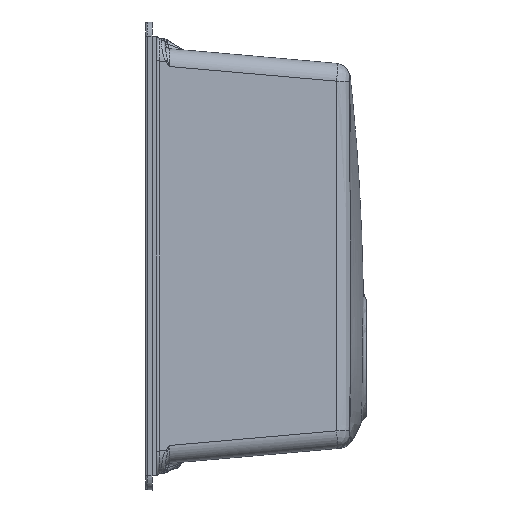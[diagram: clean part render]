
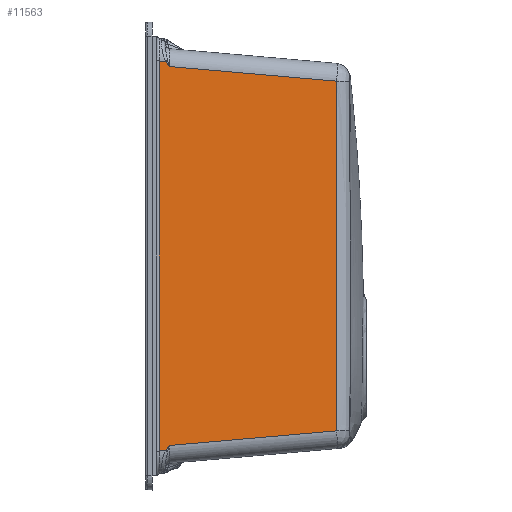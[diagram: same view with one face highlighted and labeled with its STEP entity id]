
A CAD part, left-side view. The second image highlights one B-rep face of the part: STEP entity #11563.
In plain terms, the highlighted planar face has unit normal (-0.996, -0.087, 0).
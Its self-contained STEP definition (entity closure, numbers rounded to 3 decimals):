
#671 = EDGE_CURVE ( 'NONE', #9200, #1287, #1241, .T. ) ;
#699 = CARTESIAN_POINT ( 'NONE',  ( -262.721, 0.074, 203.793 ) ) ;
#765 = CARTESIAN_POINT ( 'NONE',  ( -244.858, -204.098, -147.253 ) ) ;
#844 = EDGE_CURVE ( 'NONE', #23693, #30452, #22906, .T. ) ;
#1241 = LINE ( 'NONE', #15673, #14457 ) ;
#1287 = VERTEX_POINT ( 'NONE', #4418 ) ;
#1677 = CARTESIAN_POINT ( 'NONE',  ( -244.8, -204.762, -85.256 ) ) ;
#2004 = CARTESIAN_POINT ( 'NONE',  ( -260.478, -25.564, 201.55 ) ) ;
#2234 = CARTESIAN_POINT ( 'NONE',  ( -260.478, -25.564, -201.55 ) ) ;
#2490 = ORIENTED_EDGE ( 'NONE', *, *, #10583, .F. ) ;
#2909 = DIRECTION ( 'NONE',  ( 0.087, -0.996, 0. ) ) ;
#3381 = CARTESIAN_POINT ( 'NONE',  ( -244.873, -203.923, -155.001 ) ) ;
#3684 = CARTESIAN_POINT ( 'NONE',  ( -244.845, -204.246, 15.496 ) ) ;
#4306 = CARTESIAN_POINT ( 'NONE',  ( -261.425, -14.739, -213.68 ) ) ;
#4418 = CARTESIAN_POINT ( 'NONE',  ( -260.478, -25.564, -201.55 ) ) ;
#4637 = VECTOR ( 'NONE', #23410, 1000. ) ;
#5167 = CARTESIAN_POINT ( 'NONE',  ( -260.845, -21.372, 206.936 ) ) ;
#5374 = DIRECTION ( 'NONE',  ( -0.996, -0.087, 0. ) ) ;
#5744 = VERTEX_POINT ( 'NONE', #17669 ) ;
#6157 = CARTESIAN_POINT ( 'NONE',  ( -244.829, -204.426, -15.505 ) ) ;
#6241 = VERTEX_POINT ( 'NONE', #20357 ) ;
#7290 = B_SPLINE_CURVE_WITH_KNOTS ( 'NONE', 3,
 ( #14034, #23480, #8889, #2234 ),
 .UNSPECIFIED., .F., .F.,
 ( 4, 4 ),
 ( 0., 0.007 ),
 .UNSPECIFIED. ) ;
#7658 = LINE ( 'NONE', #699, #8591 ) ;
#7702 = FACE_OUTER_BOUND ( 'NONE', #20486, .T. ) ;
#7723 = CARTESIAN_POINT ( 'NONE',  ( -244.921, -203.38, -182.121 ) ) ;
#7874 = CARTESIAN_POINT ( 'NONE',  ( -244.807, -204.677, -112.382 ) ) ;
#7885 = ORIENTED_EDGE ( 'NONE', *, *, #26701, .T. ) ;
#8332 = CARTESIAN_POINT ( 'NONE',  ( -244.807, -204.68, -62.006 ) ) ;
#8591 = VECTOR ( 'NONE', #9685, 1000. ) ;
#8799 = LINE ( 'NONE', #4306, #19989 ) ;
#8843 = ORIENTED_EDGE ( 'NONE', *, *, #671, .F. ) ;
#8889 = CARTESIAN_POINT ( 'NONE',  ( -260.605, -24.105, -203.295 ) ) ;
#9200 = VERTEX_POINT ( 'NONE', #20615 ) ;
#9247 = EDGE_CURVE ( 'NONE', #12321, #5744, #20460, .T. ) ;
#9518 = LINE ( 'NONE', #18981, #27041 ) ;
#9685 = DIRECTION ( 'NONE',  ( 0.087, -0.992, -0.087 ) ) ;
#9721 = AXIS2_PLACEMENT_3D ( 'NONE', #15021, #5374, #2909 ) ;
#10211 = CARTESIAN_POINT ( 'NONE',  ( -244.851, -204.18, -143.379 ) ) ;
#10583 = EDGE_CURVE ( 'NONE', #23693, #6241, #7658, .T. ) ;
#10982 = CARTESIAN_POINT ( 'NONE',  ( -244.876, -203.898, 77.497 ) ) ;
#11563 = ADVANCED_FACE ( 'NONE', ( #7702 ), #15173, .T. ) ;
#12321 = VERTEX_POINT ( 'NONE', #27226 ) ;
#12551 = CARTESIAN_POINT ( 'NONE',  ( -244.882, -203.83, -158.875 ) ) ;
#12703 = CARTESIAN_POINT ( 'NONE',  ( -244.897, -203.653, -166.623 ) ) ;
#12853 = CARTESIAN_POINT ( 'NONE',  ( -244.801, -204.748, -100.757 ) ) ;
#12857 = EDGE_CURVE ( 'NONE', #12321, #1287, #7290, .T. ) ;
#13164 = CARTESIAN_POINT ( 'NONE',  ( -244.811, -204.641, -54.256 ) ) ;
#13323 = CARTESIAN_POINT ( 'NONE',  ( -244.902, -203.601, 123.997 ) ) ;
#13498 = DIRECTION ( 'NONE',  ( -0.087, 0.992, -0.087 ) ) ;
#13803 = CARTESIAN_POINT ( 'NONE',  ( -260.845, -21.372, 206.936 ) ) ;
#13820 = EDGE_CURVE ( 'NONE', #18209, #30452, #9518, .T. ) ;
#14034 = CARTESIAN_POINT ( 'NONE',  ( -260.845, -21.372, -206.936 ) ) ;
#14457 = VECTOR ( 'NONE', #13498, 1000. ) ;
#14590 = ORIENTED_EDGE ( 'NONE', *, *, #9247, .F. ) ;
#15005 = B_SPLINE_CURVE_WITH_KNOTS ( 'NONE', 3,
 ( #24338, #7723, #17202, #26673, #12703, #12551, #3381, #765, #10211, #29151, #26978, #7874, #15195, #12853, #15806, #1677, #18114, #8332, #13164, #22922, #6157, #3684, #15656, #22620, #10982, #30058, #13323, #20436, #27588, #23080 ),
 .UNSPECIFIED., .F., .F.,
 ( 4, 2, 2, 2, 2, 2, 2, 2, 2, 2, 2, 2, 2, 2, 4 ),
 ( 0., 0.012, 0.023, 0.035, 0.047, 0.07, 0.081, 0.093, 0.116, 0.14, 0.186, 0.233, 0.279, 0.326, 0.372 ),
 .UNSPECIFIED. ) ;
#15021 = CARTESIAN_POINT ( 'NONE',  ( -262.646, -0.784, -213.68 ) ) ;
#15173 = PLANE ( 'NONE',  #9721 ) ;
#15195 = CARTESIAN_POINT ( 'NONE',  ( -244.805, -204.709, -108.507 ) ) ;
#15472 = ORIENTED_EDGE ( 'NONE', *, *, #13820, .F. ) ;
#15656 = CARTESIAN_POINT ( 'NONE',  ( -244.853, -204.158, 30.996 ) ) ;
#15673 = CARTESIAN_POINT ( 'NONE',  ( -262.721, 0.074, -203.793 ) ) ;
#15806 = CARTESIAN_POINT ( 'NONE',  ( -244.8, -204.757, -96.882 ) ) ;
#16864 = DIRECTION ( 'NONE',  ( 0., 0., -1. ) ) ;
#17041 = EDGE_CURVE ( 'NONE', #9200, #6241, #15005, .T. ) ;
#17202 = CARTESIAN_POINT ( 'NONE',  ( -244.916, -203.432, -178.246 ) ) ;
#17669 = CARTESIAN_POINT ( 'NONE',  ( -261.425, -14.739, -207.516 ) ) ;
#17982 = CARTESIAN_POINT ( 'NONE',  ( -262.683, -0.358, -208.774 ) ) ;
#18114 = CARTESIAN_POINT ( 'NONE',  ( -244.802, -204.74, -77.506 ) ) ;
#18209 = VERTEX_POINT ( 'NONE', #20083 ) ;
#18281 = CARTESIAN_POINT ( 'NONE',  ( -260.605, -24.105, 203.295 ) ) ;
#18981 = CARTESIAN_POINT ( 'NONE',  ( -262.758, 0.503, 208.85 ) ) ;
#19989 = VECTOR ( 'NONE', #16864, 1000. ) ;
#20083 = CARTESIAN_POINT ( 'NONE',  ( -261.425, -14.739, 207.516 ) ) ;
#20357 = CARTESIAN_POINT ( 'NONE',  ( -244.927, -203.315, 185.999 ) ) ;
#20436 = CARTESIAN_POINT ( 'NONE',  ( -244.918, -203.414, 154.998 ) ) ;
#20460 = LINE ( 'NONE', #17982, #4637 ) ;
#20486 = EDGE_LOOP ( 'NONE', ( #8843, #28106, #2490, #22980, #15472, #7885, #14590, #28924 ) ) ;
#20615 = CARTESIAN_POINT ( 'NONE',  ( -244.924, -203.348, -185.996 ) ) ;
#22620 = CARTESIAN_POINT ( 'NONE',  ( -244.868, -203.983, 61.996 ) ) ;
#22906 = B_SPLINE_CURVE_WITH_KNOTS ( 'NONE', 3,
 ( #2004, #18281, #25431, #13803 ),
 .UNSPECIFIED., .F., .F.,
 ( 4, 4 ),
 ( 0., 0.007 ),
 .UNSPECIFIED. ) ;
#22922 = CARTESIAN_POINT ( 'NONE',  ( -244.821, -204.518, -31.005 ) ) ;
#22980 = ORIENTED_EDGE ( 'NONE', *, *, #844, .T. ) ;
#23080 = CARTESIAN_POINT ( 'NONE',  ( -244.927, -203.315, 185.999 ) ) ;
#23410 = DIRECTION ( 'NONE',  ( -0.087, 0.992, -0.087 ) ) ;
#23480 = CARTESIAN_POINT ( 'NONE',  ( -260.731, -22.67, -205.063 ) ) ;
#23693 = VERTEX_POINT ( 'NONE', #26402 ) ;
#24338 = CARTESIAN_POINT ( 'NONE',  ( -244.924, -203.348, -185.996 ) ) ;
#25431 = CARTESIAN_POINT ( 'NONE',  ( -260.731, -22.67, 205.063 ) ) ;
#26402 = CARTESIAN_POINT ( 'NONE',  ( -260.478, -25.564, 201.55 ) ) ;
#26673 = CARTESIAN_POINT ( 'NONE',  ( -244.904, -203.569, -170.497 ) ) ;
#26701 = EDGE_CURVE ( 'NONE', #18209, #5744, #8799, .T. ) ;
#26978 = CARTESIAN_POINT ( 'NONE',  ( -244.819, -204.545, -124.007 ) ) ;
#27041 = VECTOR ( 'NONE', #28154, 1000. ) ;
#27226 = CARTESIAN_POINT ( 'NONE',  ( -260.845, -21.372, -206.936 ) ) ;
#27588 = CARTESIAN_POINT ( 'NONE',  ( -244.925, -203.338, 170.498 ) ) ;
#28106 = ORIENTED_EDGE ( 'NONE', *, *, #17041, .T. ) ;
#28154 = DIRECTION ( 'NONE',  ( 0.087, -0.992, -0.087 ) ) ;
#28924 = ORIENTED_EDGE ( 'NONE', *, *, #12857, .T. ) ;
#29151 = CARTESIAN_POINT ( 'NONE',  ( -244.831, -204.411, -131.756 ) ) ;
#30058 = CARTESIAN_POINT ( 'NONE',  ( -244.892, -203.708, 108.497 ) ) ;
#30452 = VERTEX_POINT ( 'NONE', #5167 ) ;
